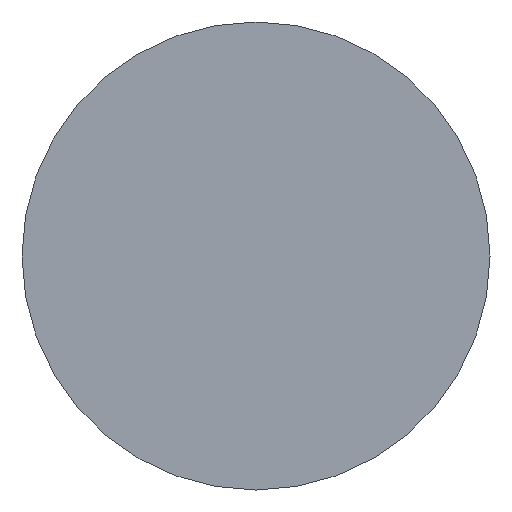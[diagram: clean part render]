
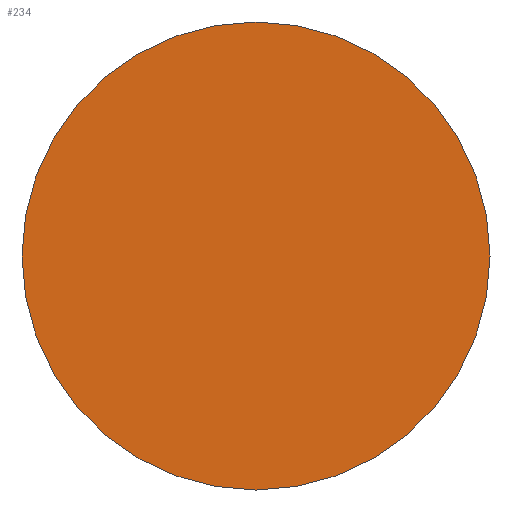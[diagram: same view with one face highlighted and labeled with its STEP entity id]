
A CAD part, left-side view. The second image highlights one B-rep face of the part: STEP entity #234.
In plain terms, the highlighted planar face has unit normal (-1, 0, 0).
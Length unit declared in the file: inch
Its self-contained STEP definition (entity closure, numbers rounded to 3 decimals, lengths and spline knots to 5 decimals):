
#31=PLANE('',#283);
#49=FACE_OUTER_BOUND('',#72,.T.);
#72=EDGE_LOOP('',(#209));
#110=CIRCLE('',#281,0.49213);
#128=VERTEX_POINT('',#423);
#154=EDGE_CURVE('',#128,#128,#110,.T.);
#209=ORIENTED_EDGE('',*,*,#154,.T.);
#234=ADVANCED_FACE('',(#49),#31,.F.);
#281=AXIS2_PLACEMENT_3D('',#424,#357,#358);
#283=AXIS2_PLACEMENT_3D('',#428,#362,#363);
#357=DIRECTION('center_axis',(-1.,0.,0.));
#358=DIRECTION('ref_axis',(0.,1.,0.));
#362=DIRECTION('center_axis',(1.,0.,0.));
#363=DIRECTION('ref_axis',(0.,1.,0.));
#423=CARTESIAN_POINT('',(-0.31496,-0.49213,0.));
#424=CARTESIAN_POINT('Origin',(-0.31496,0.,0.));
#428=CARTESIAN_POINT('Origin',(-0.31496,0.,0.));
